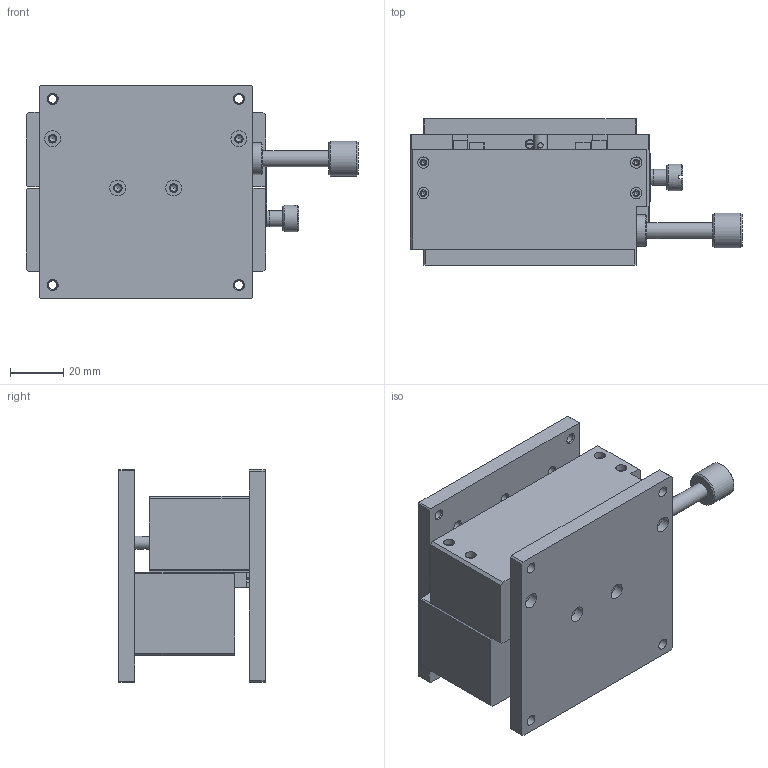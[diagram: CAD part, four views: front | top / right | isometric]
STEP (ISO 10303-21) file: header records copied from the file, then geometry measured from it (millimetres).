
FILE_DESCRIPTION (( 'STEP AP203' ), '1' );
FILE_NAME ('528875.STEP', '2024-10-17T09:42:55', ( 'Windows User' ), ( 'P R C' ), 'SwSTEP 2.0', 'SolidWorks 2020', '' );
FILE_SCHEMA (( 'CONFIG_CONTROL_DESIGN' ));
Length unit declared in the file: millimetre
Products named in the file (1): 528875
Bounding box: 124.75 x 55 x 80 mm (x, y, z)
Surface area: 62972.2 mm2 (no closed solid volume)
Topology: 0 solids, 6 shells, 446 faces, 1059 edges, 683 vertices
Faces by surface type: plane 241, cylinder 137, cone 68
Full cylindrical faces by diameter (mm): 1.567 x10, 2 x3, 2.013 x3, 2.459 x13, 2.5 x14, 3 x1, 3.2 x14, 3.242 x12, 3.4 x4, 4 x8, 4.134 x4, 4.2 x4, 5 x1, 6 x18, 8 x1, 10 x1, 12 x1, 13 x1, 14.917 x1
Entity records: 12025 total; most frequent: CARTESIAN_POINT 2401, DIRECTION 2032, ORIENTED_EDGE 1646, EDGE_CURVE 825, AXIS2_PLACEMENT_3D 781, EDGE_LOOP 721, VERTEX_POINT 625, FACE_OUTER_BOUND 560
